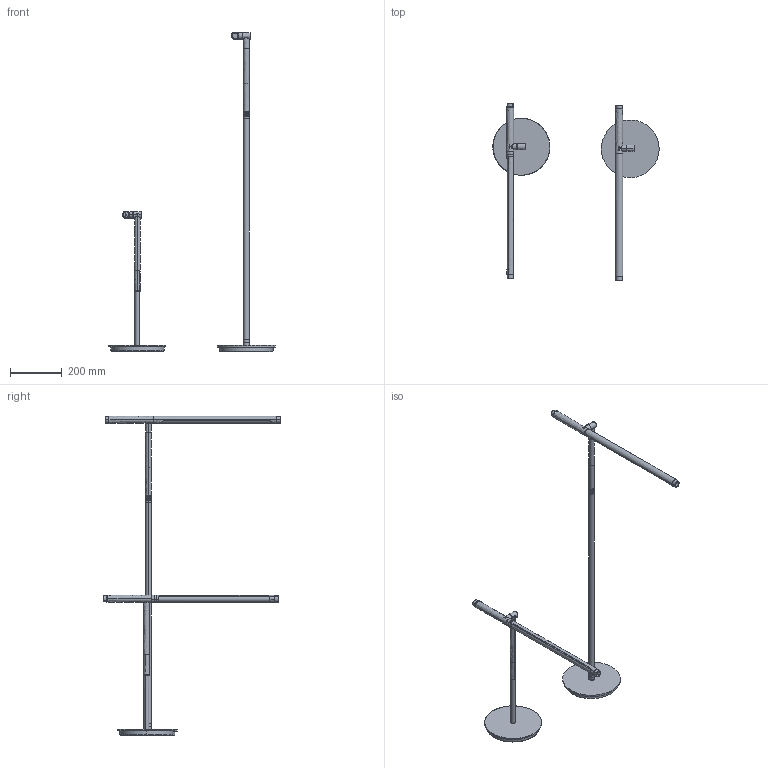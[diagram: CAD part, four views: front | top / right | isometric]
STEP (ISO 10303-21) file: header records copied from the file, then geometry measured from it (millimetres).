
FILE_DESCRIPTION(/* description */ (''),/* implementation_level */ '2;1');
FILE_NAME(/* name */ 'Brazo',/* time_stamp */ '2018-01-10T17:05:24-08:00',/* author */ (''),/* organization */ (''),/* preprocessor_version */ 'ST-DEVELOPER v15',/* originating_system */ '',/* authorisation */ '');
FILE_SCHEMA (('CONFIG_CONTROL_DESIGN'));
Length unit declared in the file: inch
Products named in the file (1): Document
Bounding box: 640.91 x 682.32 x 1232.99 mm (x, y, z)
Volume: 1450237.3 mm3; surface area: 704724.8 mm2
Topology: 7 solids, 18 shells, 311 faces, 765 edges, 492 vertices
Faces by surface type: bspline 230, plane 81
Entity records: 17536 total; most frequent: CARTESIAN_POINT 13028, ORIENTED_EDGE 1454, EDGE_CURVE 763, VERTEX_POINT 492, B_SPLINE_CURVE_WITH_KNOTS 388, EDGE_LOOP 362, ADVANCED_FACE 311, FACE_OUTER_BOUND 311
